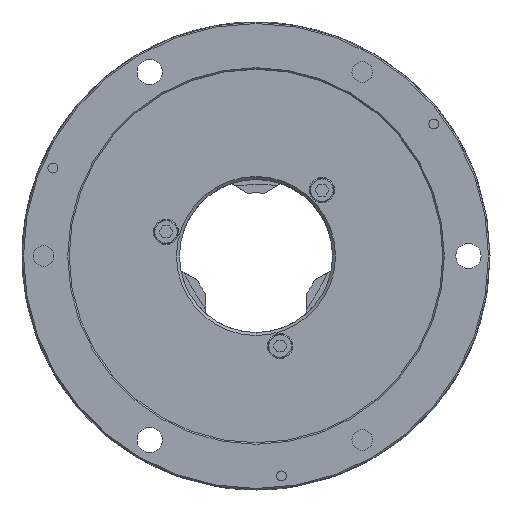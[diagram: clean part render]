
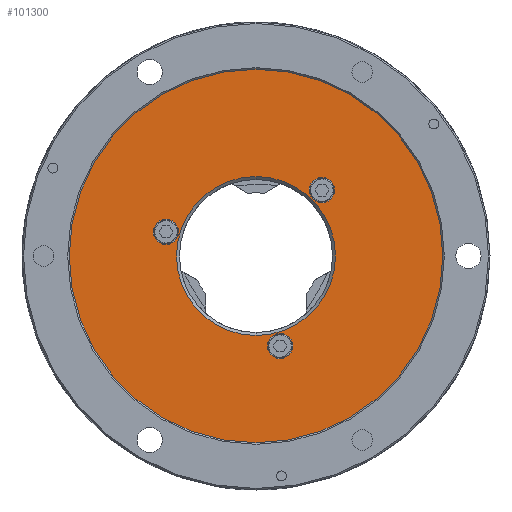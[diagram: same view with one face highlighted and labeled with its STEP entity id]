
A CAD part, front view. The second image highlights one B-rep face of the part: STEP entity #101300.
In plain terms, the highlighted planar face has unit normal (0, -1, 0).
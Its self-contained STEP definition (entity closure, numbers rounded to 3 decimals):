
#8 = CARTESIAN_POINT ( 'NONE',  ( 0., 16.861, -53.5 ) ) ;
#1854 = AXIS2_PLACEMENT_3D ( 'NONE', #74937, #63718, #130407 ) ;
#2622 = CARTESIAN_POINT ( 'NONE',  ( -60.586, 16.861, 16.234 ) ) ;
#2692 = FACE_OUTER_BOUND ( 'NONE', #15063, .T. ) ;
#2859 = CARTESIAN_POINT ( 'NONE',  ( 7.734, 16.861, -60.586 ) ) ;
#4268 = DIRECTION ( 'NONE',  ( 1., 0., 0. ) ) ;
#4830 = DIRECTION ( 'NONE',  ( 1., 0., 0. ) ) ;
#5414 = CARTESIAN_POINT ( 'NONE',  ( 44.352, 16.861, 44.352 ) ) ;
#6357 = EDGE_CURVE ( 'NONE', #66718, #139388, #32105, .T. ) ;
#9605 = DIRECTION ( 'NONE',  ( 1., 0., 0. ) ) ;
#9702 = EDGE_LOOP ( 'NONE', ( #36151, #34778 ) ) ;
#10335 = DIRECTION ( 'NONE',  ( 0., -1., 0. ) ) ;
#10468 = AXIS2_PLACEMENT_3D ( 'NONE', #112989, #116681, #124969 ) ;
#11374 = CARTESIAN_POINT ( 'NONE',  ( 0., 16.861, 0. ) ) ;
#14150 = AXIS2_PLACEMENT_3D ( 'NONE', #136002, #88816, #88071 ) ;
#15063 = EDGE_LOOP ( 'NONE', ( #91419, #139208 ) ) ;
#17121 = DIRECTION ( 'NONE',  ( 1., 0., 0. ) ) ;
#21298 = ORIENTED_EDGE ( 'NONE', *, *, #144544, .F. ) ;
#21812 = AXIS2_PLACEMENT_3D ( 'NONE', #11374, #138043, #35369 ) ;
#25271 = EDGE_CURVE ( 'NONE', #105970, #51989, #140728, .T. ) ;
#27393 = PLANE ( 'NONE',  #143100 ) ;
#28016 = VERTEX_POINT ( 'NONE', #99529 ) ;
#28884 = CARTESIAN_POINT ( 'NONE',  ( -127.235, 16.861, -127.235 ) ) ;
#32105 = CIRCLE ( 'NONE', #10468, 53.5 ) ;
#32111 = EDGE_CURVE ( 'NONE', #56949, #75889, #78763, .T. ) ;
#34686 = CARTESIAN_POINT ( 'NONE',  ( 0., 16.861, 125.726 ) ) ;
#34778 = ORIENTED_EDGE ( 'NONE', *, *, #130764, .F. ) ;
#35369 = DIRECTION ( 'NONE',  ( 0., 0., -1. ) ) ;
#36151 = ORIENTED_EDGE ( 'NONE', *, *, #141977, .F. ) ;
#36238 = CARTESIAN_POINT ( 'NONE',  ( 52.852, 16.861, 44.352 ) ) ;
#37691 = DIRECTION ( 'NONE',  ( 0., 0., -1. ) ) ;
#37941 = FACE_BOUND ( 'NONE', #132157, .T. ) ;
#40120 = AXIS2_PLACEMENT_3D ( 'NONE', #139980, #73971, #4268 ) ;
#44688 = EDGE_CURVE ( 'NONE', #28016, #137491, #76859, .T. ) ;
#48116 = EDGE_LOOP ( 'NONE', ( #108005, #50544 ) ) ;
#48943 = DIRECTION ( 'NONE',  ( 0., 1., 0. ) ) ;
#49434 = CIRCLE ( 'NONE', #145123, 8.5 ) ;
#49803 = AXIS2_PLACEMENT_3D ( 'NONE', #62141, #107848, #17121 ) ;
#49920 = DIRECTION ( 'NONE',  ( 0., 1., 0. ) ) ;
#50544 = ORIENTED_EDGE ( 'NONE', *, *, #6357, .F. ) ;
#51902 = DIRECTION ( 'NONE',  ( 0., -1., 0. ) ) ;
#51989 = VERTEX_POINT ( 'NONE', #103178 ) ;
#54305 = AXIS2_PLACEMENT_3D ( 'NONE', #5414, #51902, #118632 ) ;
#55130 = CARTESIAN_POINT ( 'NONE',  ( -52.086, 16.861, 16.234 ) ) ;
#56949 = VERTEX_POINT ( 'NONE', #55130 ) ;
#58758 = CIRCLE ( 'NONE', #92234, 8.5 ) ;
#61897 = DIRECTION ( 'NONE',  ( 0., 0., 1. ) ) ;
#62141 = CARTESIAN_POINT ( 'NONE',  ( 44.352, 16.861, 44.352 ) ) ;
#63718 = DIRECTION ( 'NONE',  ( 0., -1., 0. ) ) ;
#65745 = VERTEX_POINT ( 'NONE', #124706 ) ;
#66525 = CIRCLE ( 'NONE', #1854, 53.5 ) ;
#66718 = VERTEX_POINT ( 'NONE', #75122 ) ;
#69478 = ORIENTED_EDGE ( 'NONE', *, *, #106885, .F. ) ;
#71383 = VERTEX_POINT ( 'NONE', #2859 ) ;
#73971 = DIRECTION ( 'NONE',  ( 0., -1., 0. ) ) ;
#74776 = AXIS2_PLACEMENT_3D ( 'NONE', #93171, #48943, #37691 ) ;
#74937 = CARTESIAN_POINT ( 'NONE',  ( 0., 16.861, 0. ) ) ;
#75122 = CARTESIAN_POINT ( 'NONE',  ( 0., 16.861, 53.5 ) ) ;
#75889 = VERTEX_POINT ( 'NONE', #117889 ) ;
#76859 = CIRCLE ( 'NONE', #21812, 125.726 ) ;
#78763 = CIRCLE ( 'NONE', #14150, 8.5 ) ;
#83422 = ORIENTED_EDGE ( 'NONE', *, *, #25271, .F. ) ;
#84281 = CIRCLE ( 'NONE', #74776, 125.726 ) ;
#88071 = DIRECTION ( 'NONE',  ( 1., 0., 0. ) ) ;
#88816 = DIRECTION ( 'NONE',  ( 0., -1., 0. ) ) ;
#91419 = ORIENTED_EDGE ( 'NONE', *, *, #44688, .F. ) ;
#92234 = AXIS2_PLACEMENT_3D ( 'NONE', #2622, #140546, #4830 ) ;
#93171 = CARTESIAN_POINT ( 'NONE',  ( 0., 16.861, 0. ) ) ;
#94895 = FACE_BOUND ( 'NONE', #48116, .T. ) ;
#99529 = CARTESIAN_POINT ( 'NONE',  ( 0., 16.861, -125.726 ) ) ;
#101300 = ADVANCED_FACE ( 'NONE', ( #136919, #108334, #94895, #37941, #2692 ), #27393, .F. ) ;
#103178 = CARTESIAN_POINT ( 'NONE',  ( 35.852, 16.861, 44.352 ) ) ;
#103432 = EDGE_CURVE ( 'NONE', #139388, #66718, #66525, .T. ) ;
#104756 = CIRCLE ( 'NONE', #40120, 8.5 ) ;
#105970 = VERTEX_POINT ( 'NONE', #36238 ) ;
#106885 = EDGE_CURVE ( 'NONE', #51989, #105970, #118928, .T. ) ;
#107848 = DIRECTION ( 'NONE',  ( 0., -1., 0. ) ) ;
#108005 = ORIENTED_EDGE ( 'NONE', *, *, #103432, .F. ) ;
#108334 = FACE_BOUND ( 'NONE', #9702, .T. ) ;
#111660 = EDGE_LOOP ( 'NONE', ( #83422, #69478 ) ) ;
#112989 = CARTESIAN_POINT ( 'NONE',  ( 0., 16.861, 0. ) ) ;
#116681 = DIRECTION ( 'NONE',  ( 0., -1., 0. ) ) ;
#117889 = CARTESIAN_POINT ( 'NONE',  ( -69.086, 16.861, 16.234 ) ) ;
#118632 = DIRECTION ( 'NONE',  ( 1., 0., 0. ) ) ;
#118928 = CIRCLE ( 'NONE', #54305, 8.5 ) ;
#124706 = CARTESIAN_POINT ( 'NONE',  ( 24.734, 16.861, -60.586 ) ) ;
#124969 = DIRECTION ( 'NONE',  ( 0., 0., -1. ) ) ;
#126489 = CARTESIAN_POINT ( 'NONE',  ( 16.234, 16.861, -60.586 ) ) ;
#130407 = DIRECTION ( 'NONE',  ( 0., 0., -1. ) ) ;
#130764 = EDGE_CURVE ( 'NONE', #71383, #65745, #49434, .T. ) ;
#132157 = EDGE_LOOP ( 'NONE', ( #134898, #21298 ) ) ;
#134898 = ORIENTED_EDGE ( 'NONE', *, *, #32111, .F. ) ;
#136002 = CARTESIAN_POINT ( 'NONE',  ( -60.586, 16.861, 16.234 ) ) ;
#136919 = FACE_BOUND ( 'NONE', #111660, .T. ) ;
#137491 = VERTEX_POINT ( 'NONE', #34686 ) ;
#138043 = DIRECTION ( 'NONE',  ( 0., 1., 0. ) ) ;
#139208 = ORIENTED_EDGE ( 'NONE', *, *, #147072, .F. ) ;
#139388 = VERTEX_POINT ( 'NONE', #8 ) ;
#139980 = CARTESIAN_POINT ( 'NONE',  ( 16.234, 16.861, -60.586 ) ) ;
#140546 = DIRECTION ( 'NONE',  ( 0., -1., 0. ) ) ;
#140728 = CIRCLE ( 'NONE', #49803, 8.5 ) ;
#141977 = EDGE_CURVE ( 'NONE', #65745, #71383, #104756, .T. ) ;
#143100 = AXIS2_PLACEMENT_3D ( 'NONE', #28884, #49920, #61897 ) ;
#144544 = EDGE_CURVE ( 'NONE', #75889, #56949, #58758, .T. ) ;
#145123 = AXIS2_PLACEMENT_3D ( 'NONE', #126489, #10335, #9605 ) ;
#147072 = EDGE_CURVE ( 'NONE', #137491, #28016, #84281, .T. ) ;
